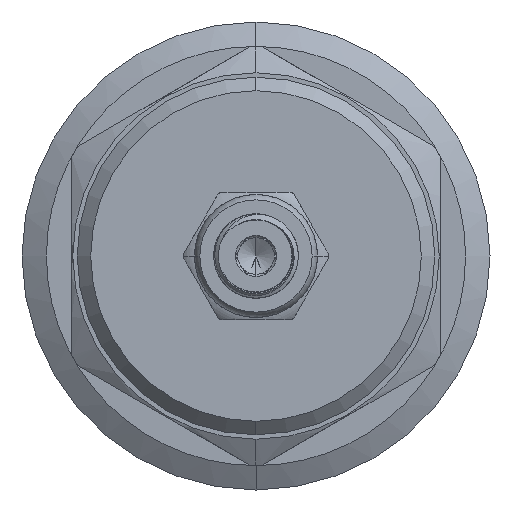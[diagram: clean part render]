
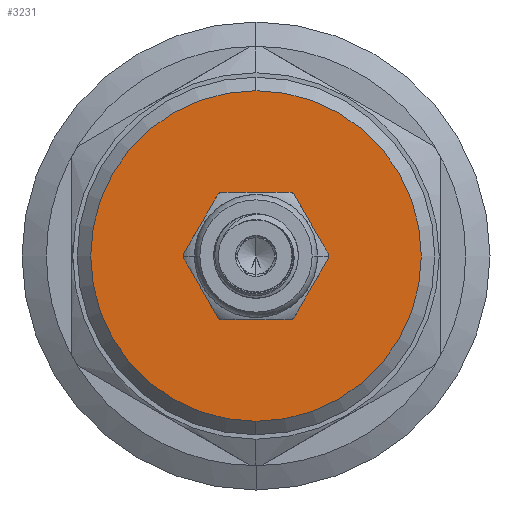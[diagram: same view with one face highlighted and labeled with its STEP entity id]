
A CAD part, left-side view. The second image highlights one B-rep face of the part: STEP entity #3231.
In plain terms, the highlighted planar face has unit normal (-1, 0, 0).
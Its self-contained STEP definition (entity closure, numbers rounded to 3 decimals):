
#205 = VERTEX_POINT ( 'NONE', #9450 ) ;
#678 = CARTESIAN_POINT ( 'NONE',  ( -77.8, 0., 0. ) ) ;
#1123 = AXIS2_PLACEMENT_3D ( 'NONE', #678, #15589, #8179 ) ;
#1338 = CIRCLE ( 'NONE', #1123, 6.875 ) ;
#1771 = EDGE_CURVE ( 'NONE', #7022, #9080, #5704, .T. ) ;
#2099 = EDGE_CURVE ( 'NONE', #205, #6169, #11126, .T. ) ;
#2562 = PLANE ( 'NONE',  #11996 ) ;
#2947 = CARTESIAN_POINT ( 'NONE',  ( -77.8, 0., 0. ) ) ;
#3231 = ADVANCED_FACE ( 'NONE', ( #3933, #10125 ), #2562, .T. ) ;
#3933 = FACE_BOUND ( 'NONE', #15430, .T. ) ;
#4182 = CARTESIAN_POINT ( 'NONE',  ( -77.8, 0., 0. ) ) ;
#4589 = CARTESIAN_POINT ( 'NONE',  ( -77.8, 0., 18.5 ) ) ;
#5704 = CIRCLE ( 'NONE', #13202, 18.5 ) ;
#5738 = ORIENTED_EDGE ( 'NONE', *, *, #12312, .T. ) ;
#6169 = VERTEX_POINT ( 'NONE', #9863 ) ;
#6562 = ORIENTED_EDGE ( 'NONE', *, *, #2099, .T. ) ;
#6629 = CARTESIAN_POINT ( 'NONE',  ( -77.8, 0., -18.5 ) ) ;
#6754 = CARTESIAN_POINT ( 'NONE',  ( -77.8, 0., 0. ) ) ;
#7022 = VERTEX_POINT ( 'NONE', #6629 ) ;
#7982 = DIRECTION ( 'NONE',  ( 0., 0., -1. ) ) ;
#8151 = DIRECTION ( 'NONE',  ( 1., 0., 0. ) ) ;
#8179 = DIRECTION ( 'NONE',  ( 0., 1., 0. ) ) ;
#8538 = AXIS2_PLACEMENT_3D ( 'NONE', #4182, #9047, #12839 ) ;
#9047 = DIRECTION ( 'NONE',  ( 1., 0., 0. ) ) ;
#9080 = VERTEX_POINT ( 'NONE', #4589 ) ;
#9402 = ORIENTED_EDGE ( 'NONE', *, *, #14111, .F. ) ;
#9450 = CARTESIAN_POINT ( 'NONE',  ( -77.8, -6.875, 0. ) ) ;
#9863 = CARTESIAN_POINT ( 'NONE',  ( -77.8, 6.875, 0. ) ) ;
#10125 = FACE_OUTER_BOUND ( 'NONE', #10365, .T. ) ;
#10365 = EDGE_LOOP ( 'NONE', ( #12295, #9402 ) ) ;
#10463 = DIRECTION ( 'NONE',  ( -1., 0., 0. ) ) ;
#10581 = DIRECTION ( 'NONE',  ( 0., 0., -1. ) ) ;
#11126 = CIRCLE ( 'NONE', #8538, 6.875 ) ;
#11996 = AXIS2_PLACEMENT_3D ( 'NONE', #15158, #10463, #15328 ) ;
#12295 = ORIENTED_EDGE ( 'NONE', *, *, #1771, .F. ) ;
#12312 = EDGE_CURVE ( 'NONE', #6169, #205, #1338, .T. ) ;
#12839 = DIRECTION ( 'NONE',  ( 0., 1., 0. ) ) ;
#13061 = AXIS2_PLACEMENT_3D ( 'NONE', #2947, #14095, #7982 ) ;
#13202 = AXIS2_PLACEMENT_3D ( 'NONE', #6754, #8151, #10581 ) ;
#14095 = DIRECTION ( 'NONE',  ( 1., 0., 0. ) ) ;
#14111 = EDGE_CURVE ( 'NONE', #9080, #7022, #15450, .T. ) ;
#15158 = CARTESIAN_POINT ( 'NONE',  ( -77.8, 0., -18.5 ) ) ;
#15328 = DIRECTION ( 'NONE',  ( 0., 0., 1. ) ) ;
#15430 = EDGE_LOOP ( 'NONE', ( #6562, #5738 ) ) ;
#15450 = CIRCLE ( 'NONE', #13061, 18.5 ) ;
#15589 = DIRECTION ( 'NONE',  ( 1., 0., 0. ) ) ;
